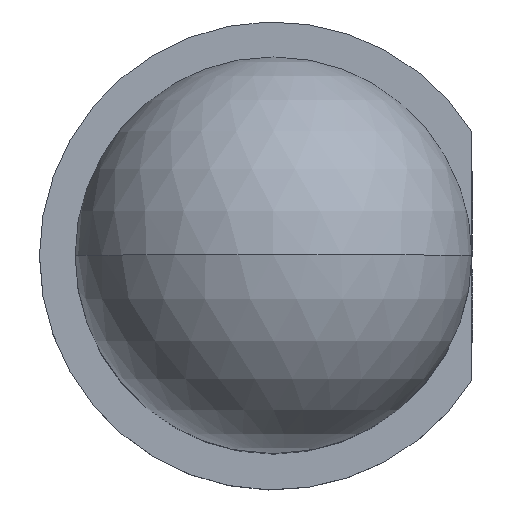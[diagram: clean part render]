
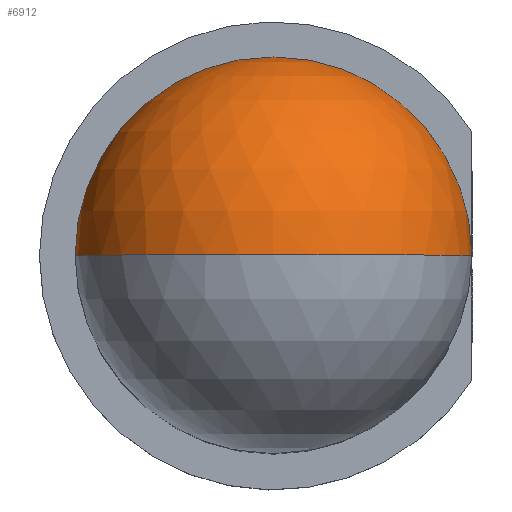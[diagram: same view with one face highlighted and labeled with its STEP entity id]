
A CAD part, top view. The second image highlights one B-rep face of the part: STEP entity #6912.
In plain terms, the highlighted spherical face has radius 2.5 mm.
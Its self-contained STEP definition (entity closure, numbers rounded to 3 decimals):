
#53 = DIRECTION ( 'NONE',  ( 0., 1., 0. ) ) ;
#140 = EDGE_CURVE ( 'NONE', #11419, #13955, #8757, .T. ) ;
#704 = EDGE_LOOP ( 'NONE', ( #10958, #7002, #989 ) ) ;
#961 = CIRCLE ( 'NONE', #6333, 2.5 ) ;
#989 = ORIENTED_EDGE ( 'NONE', *, *, #140, .F. ) ;
#1087 = AXIS2_PLACEMENT_3D ( 'NONE', #4294, #6585, #8944 ) ;
#1171 = CARTESIAN_POINT ( 'NONE',  ( 2.725, 0., 6.1 ) ) ;
#2915 = FACE_OUTER_BOUND ( 'NONE', #704, .T. ) ;
#3639 = EDGE_CURVE ( 'NONE', #13667, #11419, #961, .T. ) ;
#3727 = CARTESIAN_POINT ( 'NONE',  ( 0.225, 0., 6.1 ) ) ;
#4196 = CARTESIAN_POINT ( 'NONE',  ( -2.275, 0., 6.1 ) ) ;
#4294 = CARTESIAN_POINT ( 'NONE',  ( 0.225, 0., 6.1 ) ) ;
#4602 = AXIS2_PLACEMENT_3D ( 'NONE', #8118, #10563, #8042 ) ;
#5760 = CARTESIAN_POINT ( 'NONE',  ( 0.225, 0., 6.1 ) ) ;
#6333 = AXIS2_PLACEMENT_3D ( 'NONE', #3727, #9522, #12063 ) ;
#6585 = DIRECTION ( 'NONE',  ( 0., 1., 0. ) ) ;
#6912 = ADVANCED_FACE ( 'NONE', ( #2915 ), #9500, .T. ) ;
#7002 = ORIENTED_EDGE ( 'NONE', *, *, #10906, .T. ) ;
#7925 = CIRCLE ( 'NONE', #1087, 2.5 ) ;
#8042 = DIRECTION ( 'NONE',  ( 0., 0., -1. ) ) ;
#8118 = CARTESIAN_POINT ( 'NONE',  ( 0.225, 0., 6.1 ) ) ;
#8757 = CIRCLE ( 'NONE', #4602, 2.5 ) ;
#8944 = DIRECTION ( 'NONE',  ( -1., 0., 0. ) ) ;
#9500 = SPHERICAL_SURFACE ( 'NONE', #10328, 2.5 ) ;
#9522 = DIRECTION ( 'NONE',  ( 0., 0., -1. ) ) ;
#10328 = AXIS2_PLACEMENT_3D ( 'NONE', #5760, #53, #14114 ) ;
#10563 = DIRECTION ( 'NONE',  ( 0., -1., 0. ) ) ;
#10906 = EDGE_CURVE ( 'NONE', #13667, #13955, #7925, .T. ) ;
#10958 = ORIENTED_EDGE ( 'NONE', *, *, #3639, .F. ) ;
#11419 = VERTEX_POINT ( 'NONE', #1171 ) ;
#12063 = DIRECTION ( 'NONE',  ( -1., 0., 0. ) ) ;
#12586 = CARTESIAN_POINT ( 'NONE',  ( 0.225, 0., 8.6 ) ) ;
#13667 = VERTEX_POINT ( 'NONE', #4196 ) ;
#13955 = VERTEX_POINT ( 'NONE', #12586 ) ;
#14114 = DIRECTION ( 'NONE',  ( 1., 0., 0. ) ) ;
